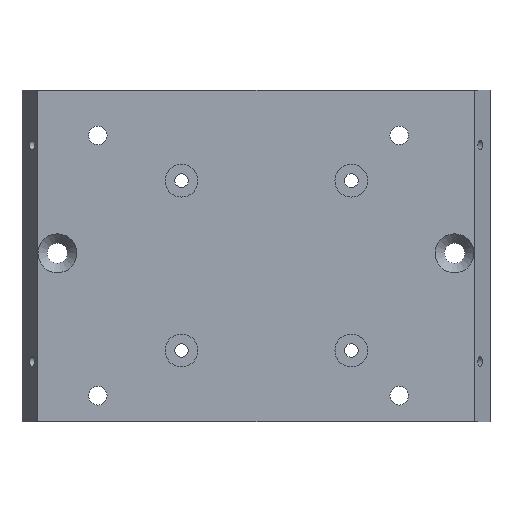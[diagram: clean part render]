
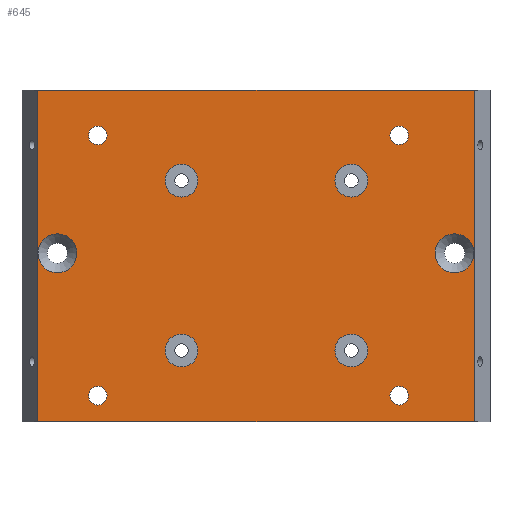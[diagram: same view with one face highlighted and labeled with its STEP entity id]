
A CAD part, left-side view. The second image highlights one B-rep face of the part: STEP entity #645.
In plain terms, the highlighted planar face has unit normal (-1, 0, 0).
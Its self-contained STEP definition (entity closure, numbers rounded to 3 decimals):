
#45=FACE_BOUND('',#166,.T.);
#46=FACE_BOUND('',#167,.T.);
#47=FACE_BOUND('',#168,.T.);
#48=FACE_BOUND('',#169,.T.);
#49=FACE_BOUND('',#170,.T.);
#50=FACE_BOUND('',#171,.T.);
#51=FACE_BOUND('',#172,.T.);
#52=FACE_BOUND('',#173,.T.);
#53=FACE_BOUND('',#174,.T.);
#54=FACE_BOUND('',#175,.T.);
#81=CIRCLE('',#700,3.);
#82=CIRCLE('',#701,3.);
#83=CIRCLE('',#702,3.543);
#84=CIRCLE('',#703,1.7);
#85=CIRCLE('',#704,1.7);
#86=CIRCLE('',#705,1.7);
#87=CIRCLE('',#706,1.7);
#88=CIRCLE('',#707,3.);
#89=CIRCLE('',#708,3.);
#90=CIRCLE('',#709,3.543);
#125=FACE_OUTER_BOUND('',#165,.T.);
#165=EDGE_LOOP('',(#459,#460,#461,#462));
#166=EDGE_LOOP('',(#463));
#167=EDGE_LOOP('',(#464));
#168=EDGE_LOOP('',(#465));
#169=EDGE_LOOP('',(#466));
#170=EDGE_LOOP('',(#467));
#171=EDGE_LOOP('',(#468));
#172=EDGE_LOOP('',(#469));
#173=EDGE_LOOP('',(#470));
#174=EDGE_LOOP('',(#471));
#175=EDGE_LOOP('',(#472));
#241=LINE('',#1007,#279);
#242=LINE('',#1009,#280);
#243=LINE('',#1011,#281);
#244=LINE('',#1012,#282);
#279=VECTOR('',#791,10.);
#280=VECTOR('',#792,10.);
#281=VECTOR('',#793,10.);
#282=VECTOR('',#794,10.);
#317=VERTEX_POINT('',#1005);
#318=VERTEX_POINT('',#1006);
#319=VERTEX_POINT('',#1008);
#320=VERTEX_POINT('',#1010);
#321=VERTEX_POINT('',#1013);
#322=VERTEX_POINT('',#1015);
#323=VERTEX_POINT('',#1017);
#324=VERTEX_POINT('',#1019);
#325=VERTEX_POINT('',#1021);
#326=VERTEX_POINT('',#1023);
#327=VERTEX_POINT('',#1025);
#328=VERTEX_POINT('',#1027);
#329=VERTEX_POINT('',#1029);
#330=VERTEX_POINT('',#1031);
#373=EDGE_CURVE('',#317,#318,#241,.T.);
#374=EDGE_CURVE('',#319,#318,#242,.F.);
#375=EDGE_CURVE('',#319,#320,#243,.T.);
#376=EDGE_CURVE('',#320,#317,#244,.F.);
#377=EDGE_CURVE('',#321,#321,#81,.T.);
#378=EDGE_CURVE('',#322,#322,#82,.T.);
#379=EDGE_CURVE('',#323,#323,#83,.T.);
#380=EDGE_CURVE('',#324,#324,#84,.T.);
#381=EDGE_CURVE('',#325,#325,#85,.T.);
#382=EDGE_CURVE('',#326,#326,#86,.T.);
#383=EDGE_CURVE('',#327,#327,#87,.T.);
#384=EDGE_CURVE('',#328,#328,#88,.T.);
#385=EDGE_CURVE('',#329,#329,#89,.T.);
#386=EDGE_CURVE('',#330,#330,#90,.T.);
#459=ORIENTED_EDGE('',*,*,#373,.T.);
#460=ORIENTED_EDGE('',*,*,#374,.F.);
#461=ORIENTED_EDGE('',*,*,#375,.T.);
#462=ORIENTED_EDGE('',*,*,#376,.T.);
#463=ORIENTED_EDGE('',*,*,#377,.T.);
#464=ORIENTED_EDGE('',*,*,#378,.T.);
#465=ORIENTED_EDGE('',*,*,#379,.T.);
#466=ORIENTED_EDGE('',*,*,#380,.T.);
#467=ORIENTED_EDGE('',*,*,#381,.T.);
#468=ORIENTED_EDGE('',*,*,#382,.F.);
#469=ORIENTED_EDGE('',*,*,#383,.F.);
#470=ORIENTED_EDGE('',*,*,#384,.T.);
#471=ORIENTED_EDGE('',*,*,#385,.T.);
#472=ORIENTED_EDGE('',*,*,#386,.T.);
#631=PLANE('',#699);
#645=ADVANCED_FACE('',(#125,#45,#46,#47,#48,#49,#50,#51,#52,#53,#54),#631,
 .T.);
#699=AXIS2_PLACEMENT_3D('',#1004,#789,#790);
#700=AXIS2_PLACEMENT_3D('',#1014,#795,#796);
#701=AXIS2_PLACEMENT_3D('',#1016,#797,#798);
#702=AXIS2_PLACEMENT_3D('',#1018,#799,#800);
#703=AXIS2_PLACEMENT_3D('',#1020,#801,#802);
#704=AXIS2_PLACEMENT_3D('',#1022,#803,#804);
#705=AXIS2_PLACEMENT_3D('',#1024,#805,#806);
#706=AXIS2_PLACEMENT_3D('',#1026,#807,#808);
#707=AXIS2_PLACEMENT_3D('',#1028,#809,#810);
#708=AXIS2_PLACEMENT_3D('',#1030,#811,#812);
#709=AXIS2_PLACEMENT_3D('',#1032,#813,#814);
#789=DIRECTION('center_axis',(-1.,0.,0.));
#790=DIRECTION('ref_axis',(0.,0.,1.));
#791=DIRECTION('',(0.,0.,1.));
#792=DIRECTION('',(0.,1.,0.));
#793=DIRECTION('',(0.,0.,-1.));
#794=DIRECTION('',(0.,1.,0.));
#795=DIRECTION('center_axis',(1.,0.,0.));
#796=DIRECTION('ref_axis',(0.,0.,1.));
#797=DIRECTION('center_axis',(1.,0.,0.));
#798=DIRECTION('ref_axis',(0.,0.,1.));
#799=DIRECTION('center_axis',(1.,0.,0.));
#800=DIRECTION('ref_axis',(0.,-1.,0.));
#801=DIRECTION('center_axis',(1.,0.,0.));
#802=DIRECTION('ref_axis',(0.,1.,0.));
#803=DIRECTION('center_axis',(1.,0.,0.));
#804=DIRECTION('ref_axis',(0.,1.,0.));
#805=DIRECTION('center_axis',(-1.,0.,0.));
#806=DIRECTION('ref_axis',(0.,1.,0.));
#807=DIRECTION('center_axis',(-1.,0.,0.));
#808=DIRECTION('ref_axis',(0.,1.,0.));
#809=DIRECTION('center_axis',(1.,0.,0.));
#810=DIRECTION('ref_axis',(0.,0.,1.));
#811=DIRECTION('center_axis',(1.,0.,0.));
#812=DIRECTION('ref_axis',(0.,0.,1.));
#813=DIRECTION('center_axis',(1.,0.,0.));
#814=DIRECTION('ref_axis',(0.,-1.,0.));
#1004=CARTESIAN_POINT('Origin',(-112.723,-941.53,400.851));
#1005=CARTESIAN_POINT('',(-112.723,-1000.717,404.136));
#1006=CARTESIAN_POINT('',(-112.723,-1000.717,464.636));
#1007=CARTESIAN_POINT('',(-112.723,-1000.717,455.484));
#1008=CARTESIAN_POINT('',(-112.723,-920.974,464.636));
#1009=CARTESIAN_POINT('',(-112.723,-965.39,464.636));
#1010=CARTESIAN_POINT('',(-112.723,-920.974,404.136));
#1011=CARTESIAN_POINT('',(-112.723,-920.974,455.484));
#1012=CARTESIAN_POINT('',(-112.723,-951.412,404.136));
#1013=CARTESIAN_POINT('',(-112.723,-978.25,445.136));
#1014=CARTESIAN_POINT('Origin',(-112.723,-978.25,448.136));
#1015=CARTESIAN_POINT('',(-112.723,-947.25,445.136));
#1016=CARTESIAN_POINT('Origin',(-112.723,-947.25,448.136));
#1017=CARTESIAN_POINT('',(-112.723,-921.059,434.886));
#1018=CARTESIAN_POINT('Origin',(-112.723,-924.602,434.886));
#1019=CARTESIAN_POINT('',(-112.723,-933.68,456.386));
#1020=CARTESIAN_POINT('Origin',(-112.723,-931.98,456.386));
#1021=CARTESIAN_POINT('',(-112.723,-933.68,408.886));
#1022=CARTESIAN_POINT('Origin',(-112.723,-931.98,408.886));
#1023=CARTESIAN_POINT('',(-112.723,-988.68,456.386));
#1024=CARTESIAN_POINT('Origin',(-112.723,-986.98,456.386));
#1025=CARTESIAN_POINT('',(-112.723,-988.68,408.886));
#1026=CARTESIAN_POINT('Origin',(-112.723,-986.98,408.886));
#1027=CARTESIAN_POINT('',(-112.723,-947.25,414.136));
#1028=CARTESIAN_POINT('Origin',(-112.723,-947.25,417.136));
#1029=CARTESIAN_POINT('',(-112.723,-978.25,414.136));
#1030=CARTESIAN_POINT('Origin',(-112.723,-978.25,417.136));
#1031=CARTESIAN_POINT('',(-112.723,-993.53,434.886));
#1032=CARTESIAN_POINT('Origin',(-112.723,-997.073,434.886));
